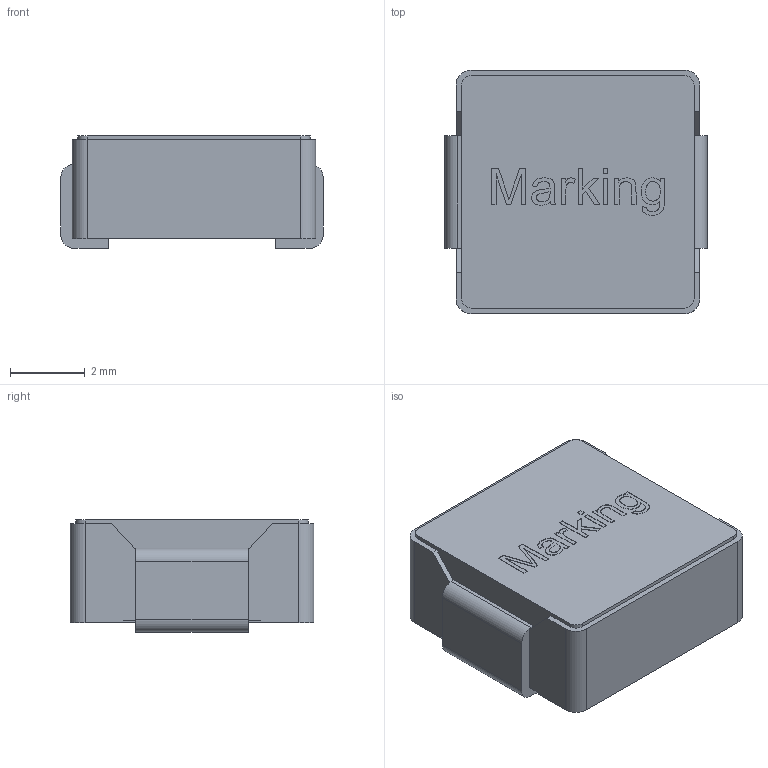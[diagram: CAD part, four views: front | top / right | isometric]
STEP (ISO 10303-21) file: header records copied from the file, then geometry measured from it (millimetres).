
FILE_DESCRIPTION(/* description */ ('Unknown'),/* implementation_level */ '2;1');
FILE_NAME(/* name */ 'L_Wurth_WE-LHCA-7030',/* time_stamp */ '2025-05-19T17:58:49+08:00',/* author */ ('Unknown'),/* organization */ ('Unknown'),/* preprocessor_version */ 'ST-DEVELOPER v19.4',/* originating_system */ 'Solid Edge',/* authorisation */ 'Unknown');
FILE_SCHEMA (('AUTOMOTIVE_DESIGN {1 0 10303 214 3 1 1}'));
Length unit declared in the file: millimetre
Products named in the file (2): L_Wurth_WE-LHCA-7030
Assembly tree (1 placements, depth 2):
  L_Wurth_WE-LHCA-7030
    L_Wurth_WE-LHCA-7030
Bounding box: 7 x 6.5 x 3 mm (x, y, z)
Volume: 118.9 mm3; surface area: 162.6 mm2
Topology: 1 solids, 1 shells, 121 faces, 327 edges, 218 vertices
Faces by surface type: plane 93, cylinder 15, bspline 13
Entity records: 5226 total; most frequent: CARTESIAN_POINT 1559, ORIENTED_EDGE 652, DIRECTION 441, EDGE_CURVE 326, VERTEX_POINT 218, LINE 173, VECTOR 173, AXIS2_PLACEMENT_3D 134
